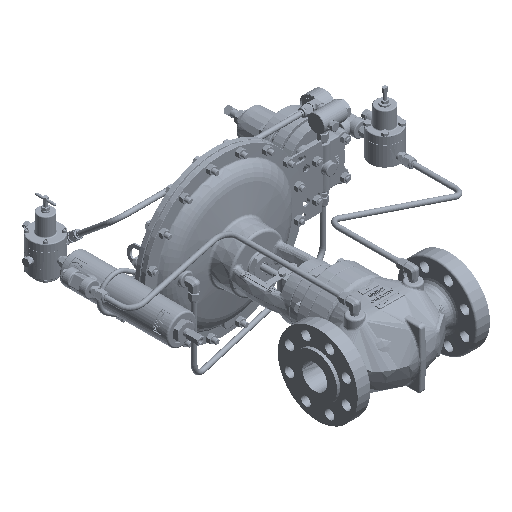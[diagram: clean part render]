
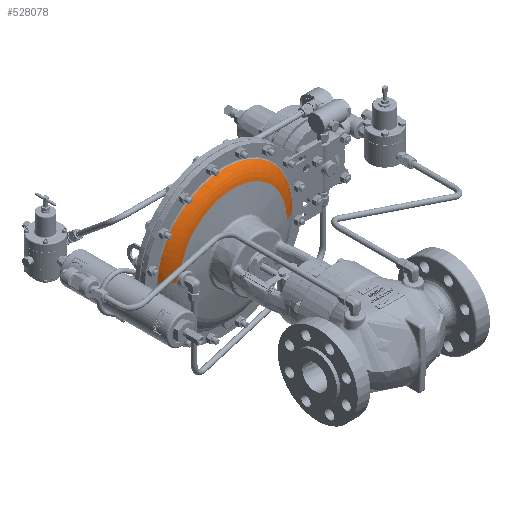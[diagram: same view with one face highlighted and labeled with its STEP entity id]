
A CAD part, isometric view. The second image highlights one B-rep face of the part: STEP entity #528078.
In plain terms, the highlighted toroidal (fillet/blend) face has major radius 101.696 mm and minor radius 46.038 mm.
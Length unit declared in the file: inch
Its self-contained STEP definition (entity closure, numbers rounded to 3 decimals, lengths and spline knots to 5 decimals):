
#16748 = ORIENTED_EDGE ( 'NONE', *, *, #457156, .T. ) ;
#24558 = CARTESIAN_POINT ( 'NONE',  ( -4.38752, 8.95695, 0.39295 ) ) ;
#25473 = CIRCLE ( 'NONE', #565449, 4.34629 ) ;
#34382 = DIRECTION ( 'NONE',  ( -1., 0., 0. ) ) ;
#40469 = CARTESIAN_POINT ( 'NONE',  ( 4.34629, 8.94469, 0. ) ) ;
#77739 = VERTEX_POINT ( 'NONE', #319461 ) ;
#93720 = EDGE_CURVE ( 'NONE', #612267, #113020, #367601, .T. ) ;
#104794 = EDGE_CURVE ( 'NONE', #77739, #612267, #382844, .T. ) ;
#113020 = VERTEX_POINT ( 'NONE', #571458 ) ;
#115296 = AXIS2_PLACEMENT_3D ( 'NONE', #483675, #138104, #279938 ) ;
#124107 = CARTESIAN_POINT ( 'NONE',  ( -4.46634, 8.97443, 0.29049 ) ) ;
#126296 = CARTESIAN_POINT ( 'NONE',  ( -4.5239, 8.98899, 0.15041 ) ) ;
#138104 = DIRECTION ( 'NONE',  ( 0., -1., 0. ) ) ;
#141573 = CIRCLE ( 'NONE', #247493, 5.45576 ) ;
#149681 = CIRCLE ( 'NONE', #525209, 1.8125 ) ;
#156332 = AXIS2_PLACEMENT_3D ( 'NONE', #532696, #229362, #328982 ) ;
#161633 = EDGE_CURVE ( 'NONE', #279297, #522316, #149681, .T. ) ;
#172776 = CARTESIAN_POINT ( 'NONE',  ( -4.53733, 8.99258, 0.08697 ) ) ;
#174946 = CARTESIAN_POINT ( 'NONE',  ( -4.35651, 8.95081, 0.42304 ) ) ;
#177130 = CARTESIAN_POINT ( 'NONE',  ( -4.44321, 8.96893, 0.32666 ) ) ;
#179350 = CARTESIAN_POINT ( 'NONE',  ( -4.50337, 8.98365, 0.212 ) ) ;
#184834 = CARTESIAN_POINT ( 'NONE',  ( 4.00379, 10.72453, 0. ) ) ;
#206624 = DIRECTION ( 'NONE',  ( 0., -1., 0. ) ) ;
#229362 = DIRECTION ( 'NONE',  ( 0., 0., 1. ) ) ;
#231390 = DIRECTION ( 'NONE',  ( 0., 0., -1. ) ) ;
#231776 = TOROIDAL_SURFACE ( 'NONE', #115296, 4.00379, 1.8125 ) ;
#239713 = DIRECTION ( 'NONE',  ( 0., -1., 0. ) ) ;
#247493 = AXIS2_PLACEMENT_3D ( 'NONE', #301868, #206624, #403739 ) ;
#248438 = DIRECTION ( 'NONE',  ( -1., 0., 0. ) ) ;
#250122 = ORIENTED_EDGE ( 'NONE', *, *, #93720, .T. ) ;
#276827 = CARTESIAN_POINT ( 'NONE',  ( -4.54229, 8.99392, 0.04365 ) ) ;
#277989 = CARTESIAN_POINT ( 'NONE',  ( -4.54354, 8.99426, 0. ) ) ;
#279297 = VERTEX_POINT ( 'NONE', #514692 ) ;
#279938 = DIRECTION ( 'NONE',  ( -1., 0., 0. ) ) ;
#301868 = CARTESIAN_POINT ( 'NONE',  ( 0., 9.63967, 0. ) ) ;
#304363 = ORIENTED_EDGE ( 'NONE', *, *, #161633, .F. ) ;
#319461 = CARTESIAN_POINT ( 'NONE',  ( -5.45576, 9.63967, 0. ) ) ;
#328982 = DIRECTION ( 'NONE',  ( 1., 0., 0. ) ) ;
#358156 = FACE_OUTER_BOUND ( 'NONE', #543605, .T. ) ;
#367601 = B_SPLINE_CURVE_WITH_KNOTS ( 'NONE', 3,
 ( #427418, #376464, #276827, #172776, #431768, #126296, #378646, #179350, #372122, #124107, #177130, #478358, #24558, #174946, #529299, #429588 ),
 .UNSPECIFIED., .F., .F.,
 ( 4, 2, 2, 2, 2, 2, 2, 4 ),
 ( 0.01321, 0.01486, 0.01651, 0.01816, 0.0198, 0.0231, 0.02475, 0.02639 ),
 .UNSPECIFIED. ) ;
#372122 = CARTESIAN_POINT ( 'NONE',  ( -4.49487, 8.98149, 0.23221 ) ) ;
#372650 = ORIENTED_EDGE ( 'NONE', *, *, #104794, .T. ) ;
#376464 = CARTESIAN_POINT ( 'NONE',  ( -4.54354, 8.99426, 0.0217 ) ) ;
#378646 = CARTESIAN_POINT ( 'NONE',  ( -4.51786, 8.9874, 0.17114 ) ) ;
#382844 = CIRCLE ( 'NONE', #156332, 1.8125 ) ;
#400340 = EDGE_CURVE ( 'NONE', #522316, #113020, #25473, .T. ) ;
#403739 = DIRECTION ( 'NONE',  ( 1., 0., 0. ) ) ;
#427418 = CARTESIAN_POINT ( 'NONE',  ( -4.54354, 8.99426, 0. ) ) ;
#429588 = CARTESIAN_POINT ( 'NONE',  ( -4.3229, 8.94469, 0.45036 ) ) ;
#431768 = CARTESIAN_POINT ( 'NONE',  ( -4.53364, 8.99158, 0.10832 ) ) ;
#457156 = EDGE_CURVE ( 'NONE', #279297, #77739, #141573, .T. ) ;
#468989 = ORIENTED_EDGE ( 'NONE', *, *, #400340, .F. ) ;
#478358 = CARTESIAN_POINT ( 'NONE',  ( -4.40223, 8.96002, 0.3769 ) ) ;
#483675 = CARTESIAN_POINT ( 'NONE',  ( 0., 10.72453, 0. ) ) ;
#514692 = CARTESIAN_POINT ( 'NONE',  ( 5.45576, 9.63967, 0. ) ) ;
#522316 = VERTEX_POINT ( 'NONE', #40469 ) ;
#525209 = AXIS2_PLACEMENT_3D ( 'NONE', #184834, #231390, #34382 ) ;
#528078 = ADVANCED_FACE ( 'NONE', ( #358156 ), #231776, .T. ) ;
#529299 = CARTESIAN_POINT ( 'NONE',  ( -4.34014, 8.94773, 0.43717 ) ) ;
#532696 = CARTESIAN_POINT ( 'NONE',  ( -4.00379, 10.72453, 0. ) ) ;
#543605 = EDGE_LOOP ( 'NONE', ( #304363, #16748, #372650, #250122, #468989 ) ) ;
#551785 = CARTESIAN_POINT ( 'NONE',  ( 0., 8.94469, 0. ) ) ;
#565449 = AXIS2_PLACEMENT_3D ( 'NONE', #551785, #239713, #248438 ) ;
#571458 = CARTESIAN_POINT ( 'NONE',  ( -4.3229, 8.94469, 0.45036 ) ) ;
#612267 = VERTEX_POINT ( 'NONE', #277989 ) ;
